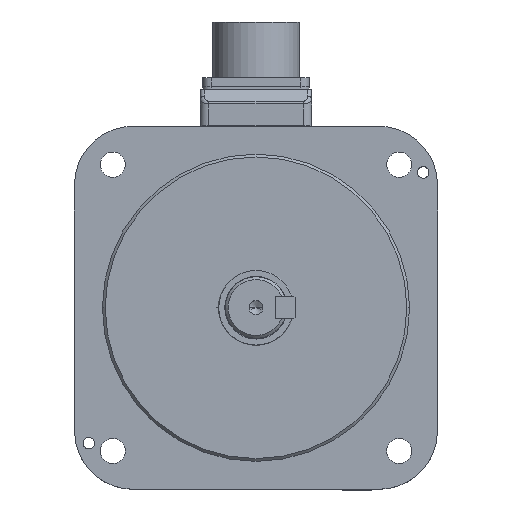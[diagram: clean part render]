
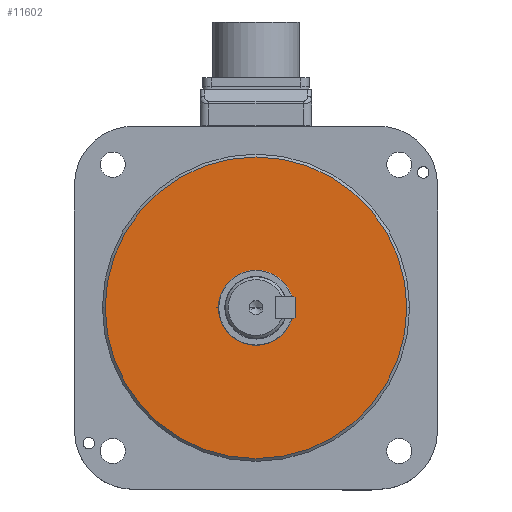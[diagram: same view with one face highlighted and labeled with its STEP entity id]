
A CAD part, top view. The second image highlights one B-rep face of the part: STEP entity #11602.
In plain terms, the highlighted planar face has unit normal (0, 0, 1).
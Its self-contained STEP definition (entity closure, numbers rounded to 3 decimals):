
#10389=CARTESIAN_POINT('',(0.,0.,4.));
#10390=DIRECTION('',(0.,0.,-1.));
#10391=DIRECTION('',(1.,0.,0.));
#10392=AXIS2_PLACEMENT_3D('',#10389,#10390,#10391);
#10394=CARTESIAN_POINT('',(0.,0.,4.));
#10395=DIRECTION('',(0.,0.,-1.));
#10396=DIRECTION('',(-1.,0.,0.));
#10397=AXIS2_PLACEMENT_3D('',#10394,#10395,#10396);
#10640=CARTESIAN_POINT('',(-54.,0.,4.));
#10641=CARTESIAN_POINT('',(54.,0.,4.));
#10642=VERTEX_POINT('',#10640);
#10643=VERTEX_POINT('',#10641);
#11592=CARTESIAN_POINT('',(0.,0.,4.));
#11593=DIRECTION('',(0.,0.,1.));
#11594=DIRECTION('',(1.,0.,0.));
#11595=AXIS2_PLACEMENT_3D('',#11592,#11593,#11594);
#11596=PLANE('',#11595);
#11598=ORIENTED_EDGE('',*,*,#11597,.T.);
#11599=ORIENTED_EDGE('',*,*,#11582,.T.);
#11600=EDGE_LOOP('',(#11598,#11599));
#11601=FACE_OUTER_BOUND('',#11600,.F.);
#11602=ADVANCED_FACE('',(#11601),#11596,.T.);
#10393=CIRCLE('',#10392,54.);
#10398=CIRCLE('',#10397,54.);
#11582=EDGE_CURVE('',#10642,#10643,#10398,.T.);
#11597=EDGE_CURVE('',#10643,#10642,#10393,.T.);
